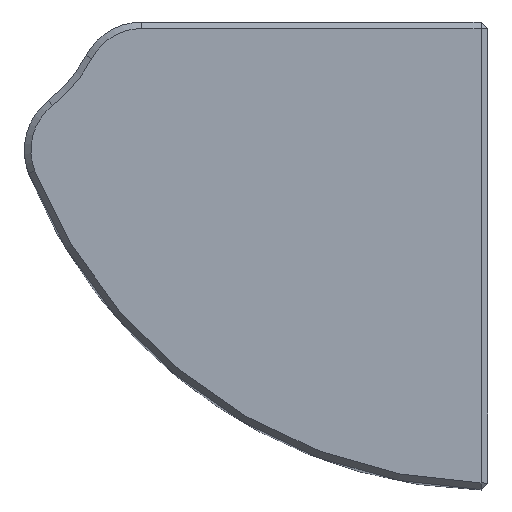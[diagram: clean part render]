
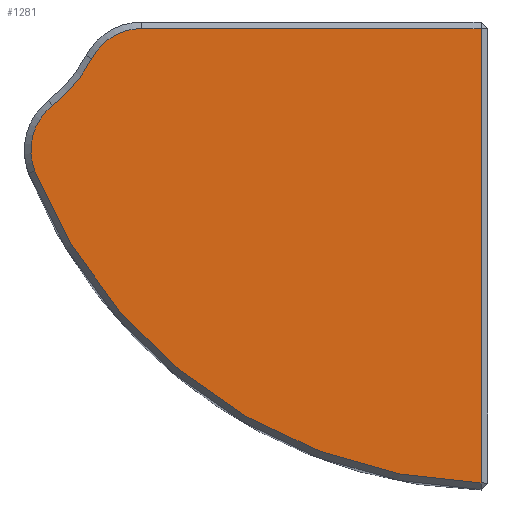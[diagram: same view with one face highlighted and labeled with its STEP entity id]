
A CAD part, top view. The second image highlights one B-rep face of the part: STEP entity #1281.
In plain terms, the highlighted planar face has unit normal (0, 0, 1).
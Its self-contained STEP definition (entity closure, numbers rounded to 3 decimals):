
#38=CIRCLE('',#1370,4.302);
#41=CIRCLE('',#1374,11.287);
#42=CIRCLE('',#1376,4.302);
#45=CIRCLE('',#1380,37.58);
#127=FACE_OUTER_BOUND('',#217,.T.);
#217=EDGE_LOOP('',(#1002,#1003,#1004,#1005,#1006,#1007));
#302=LINE('',#2118,#420);
#309=LINE('',#2145,#427);
#420=VECTOR('',#1538,10.);
#427=VECTOR('',#1573,10.);
#568=VERTEX_POINT('',#2086);
#573=VERTEX_POINT('',#2106);
#577=VERTEX_POINT('',#2116);
#579=VERTEX_POINT('',#2122);
#581=VERTEX_POINT('',#2129);
#583=VERTEX_POINT('',#2134);
#700=EDGE_CURVE('',#577,#568,#302,.T.);
#703=EDGE_CURVE('',#579,#577,#38,.T.);
#707=EDGE_CURVE('',#581,#579,#41,.T.);
#709=EDGE_CURVE('',#583,#581,#42,.T.);
#712=EDGE_CURVE('',#573,#583,#45,.T.);
#715=EDGE_CURVE('',#568,#573,#309,.T.);
#1002=ORIENTED_EDGE('',*,*,#700,.F.);
#1003=ORIENTED_EDGE('',*,*,#703,.F.);
#1004=ORIENTED_EDGE('',*,*,#707,.F.);
#1005=ORIENTED_EDGE('',*,*,#709,.F.);
#1006=ORIENTED_EDGE('',*,*,#712,.F.);
#1007=ORIENTED_EDGE('',*,*,#715,.F.);
#1212=PLANE('',#1388);
#1281=ADVANCED_FACE('',(#127),#1212,.T.);
#1370=AXIS2_PLACEMENT_3D('',#2124,#1543,#1544);
#1374=AXIS2_PLACEMENT_3D('',#2131,#1552,#1553);
#1376=AXIS2_PLACEMENT_3D('',#2136,#1557,#1558);
#1380=AXIS2_PLACEMENT_3D('',#2140,#1565,#1566);
#1388=AXIS2_PLACEMENT_3D('',#2310,#1599,#1600);
#1538=DIRECTION('',(1.,0.,0.));
#1543=DIRECTION('center_axis',(0.,0.,-1.));
#1544=DIRECTION('ref_axis',(0.,1.,0.));
#1552=DIRECTION('center_axis',(0.,0.,1.));
#1553=DIRECTION('ref_axis',(0.618,-0.786,0.));
#1557=DIRECTION('center_axis',(0.,0.,-1.));
#1558=DIRECTION('ref_axis',(-0.618,0.786,0.));
#1565=DIRECTION('center_axis',(0.,0.,-1.));
#1566=DIRECTION('ref_axis',(-0.93,-0.368,0.));
#1573=DIRECTION('',(0.,-1.,0.));
#1599=DIRECTION('center_axis',(0.,0.,1.));
#1600=DIRECTION('ref_axis',(-1.,0.,0.));
#2086=CARTESIAN_POINT('',(139.305,-3.35,102.238));
#2106=CARTESIAN_POINT('',(139.305,-37.917,102.238));
#2116=CARTESIAN_POINT('',(113.499,-3.35,102.238));
#2118=CARTESIAN_POINT('',(130.995,-3.35,102.238));
#2122=CARTESIAN_POINT('',(109.698,-5.637,102.238));
#2124=CARTESIAN_POINT('Origin',(113.499,-7.653,102.238));
#2129=CARTESIAN_POINT('',(106.705,-9.221,102.238));
#2131=CARTESIAN_POINT('Origin',(99.725,-0.35,102.238));
#2134=CARTESIAN_POINT('',(105.365,-14.186,102.238));
#2136=CARTESIAN_POINT('Origin',(109.365,-12.602,102.238));
#2140=CARTESIAN_POINT('Origin',(140.305,-0.35,102.238));
#2145=CARTESIAN_POINT('',(139.305,-29.533,102.238));
#2310=CARTESIAN_POINT('Origin',(122.184,-20.639,102.238));
